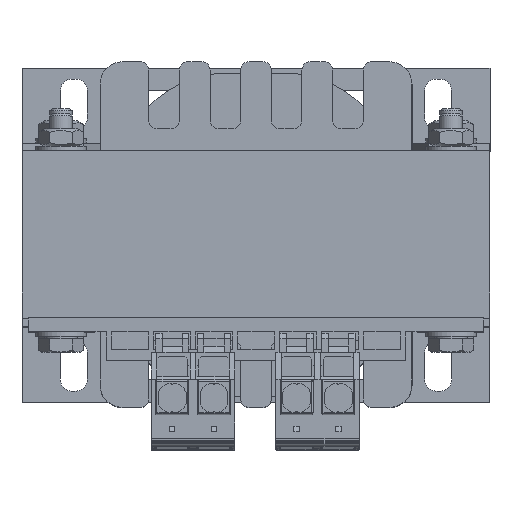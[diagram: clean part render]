
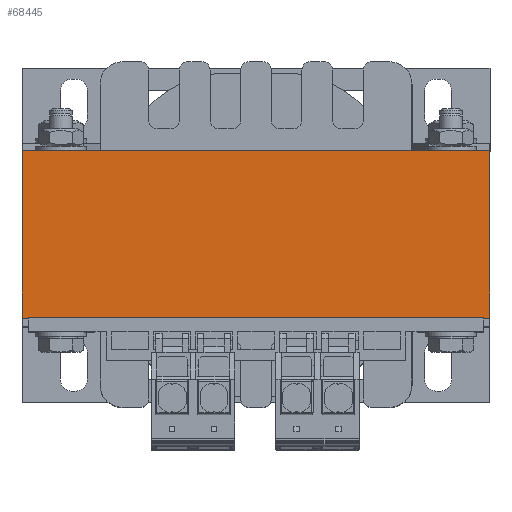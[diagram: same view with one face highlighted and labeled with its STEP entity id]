
A CAD part, top view. The second image highlights one B-rep face of the part: STEP entity #68445.
In plain terms, the highlighted planar face has unit normal (0, 0, 1).
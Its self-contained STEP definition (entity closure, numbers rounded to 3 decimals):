
#2432=PLANE('',#72296);
#5347=FACE_OUTER_BOUND('',#8926,.T.);
#8926=EDGE_LOOP('',(#47897,#47898,#47899,#47900));
#12684=LINE('',#95076,#21456);
#12685=LINE('',#95078,#21457);
#12686=LINE('',#95080,#21458);
#12687=LINE('',#95081,#21459);
#21456=VECTOR('',#76999,1.);
#21457=VECTOR('',#77000,1.);
#21458=VECTOR('',#77001,1.);
#21459=VECTOR('',#77002,1.);
#31257=VERTEX_POINT('',#95074);
#31258=VERTEX_POINT('',#95075);
#31259=VERTEX_POINT('',#95077);
#31260=VERTEX_POINT('',#95079);
#37828=EDGE_CURVE('',#31257,#31258,#12684,.T.);
#37829=EDGE_CURVE('',#31259,#31258,#12685,.T.);
#37830=EDGE_CURVE('',#31259,#31260,#12686,.T.);
#37831=EDGE_CURVE('',#31260,#31257,#12687,.T.);
#47897=ORIENTED_EDGE('',*,*,#37828,.T.);
#47898=ORIENTED_EDGE('',*,*,#37829,.F.);
#47899=ORIENTED_EDGE('',*,*,#37830,.T.);
#47900=ORIENTED_EDGE('',*,*,#37831,.T.);
#68445=ADVANCED_FACE('',(#5347),#2432,.T.);
#72296=AXIS2_PLACEMENT_3D('',#95073,#76997,#76998);
#76997=DIRECTION('center_axis',(0.,0.,1.));
#76998=DIRECTION('ref_axis',(0.,-1.,0.));
#76999=DIRECTION('',(1.,0.,0.));
#77000=DIRECTION('',(0.,-1.,0.));
#77001=DIRECTION('',(-1.,0.,0.));
#77002=DIRECTION('',(0.,-1.,0.));
#95073=CARTESIAN_POINT('Origin',(693.587,1703.578,-92.158));
#95074=CARTESIAN_POINT('',(693.587,1673.578,-92.158));
#95075=CARTESIAN_POINT('',(777.587,1673.578,-92.158));
#95076=CARTESIAN_POINT('',(777.587,1673.578,-92.158));
#95077=CARTESIAN_POINT('',(777.587,1703.578,-92.158));
#95078=CARTESIAN_POINT('',(777.587,1703.578,-92.158));
#95079=CARTESIAN_POINT('',(693.587,1703.578,-92.158));
#95080=CARTESIAN_POINT('',(777.587,1703.578,-92.158));
#95081=CARTESIAN_POINT('',(693.587,1703.578,-92.158));
